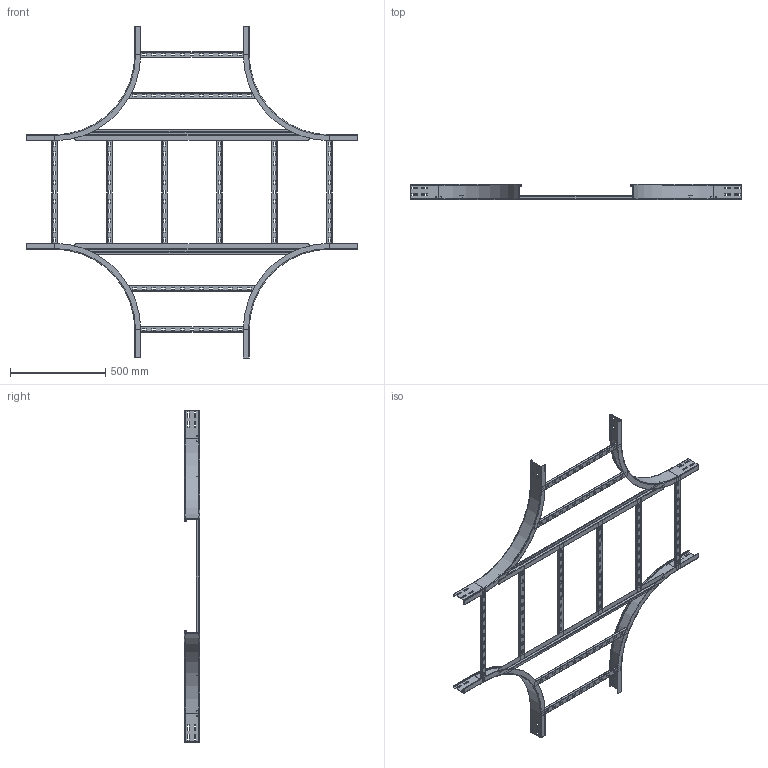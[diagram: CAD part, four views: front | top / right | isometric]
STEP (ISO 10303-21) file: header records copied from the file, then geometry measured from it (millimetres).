
FILE_DESCRIPTION(/* description */ (''),/* implementation_level */ '2;1');
FILE_NAME(/* name */ 'CZDC600H80.stp',/* time_stamp */ '2020-05-19T10:17:05+02:00',/* author */ ('NB06DT_User'),/* organization */ (''),/* preprocessor_version */ 'ST-DEVELOPER v18.1',/* originating_system */ 'Autodesk Inventor 2021',/* authorisation */ '');
FILE_SCHEMA (('AUTOMOTIVE_DESIGN { 1 0 10303 214 3 1 1 }'));
Length unit declared in the file: millimetre
Products named in the file (5): CZDC600H45; LDC...H45N wewnętrzny; szczebel 30x15x690; szczebel 30x15x590; szczebel trójnika drabinki 600
Assembly tree (16 placements, depth 2):
  CZDC600H45
    LDC...H45N wewnętrzny  x4
    szczebel 30x15x590  x8
    szczebel 30x15x690  x2
    szczebel trójnika drabinki 600  x2
Bounding box: 1740 x 80 x 1740 mm (x, y, z)
Volume: 1710547.5 mm3; surface area: 2176539.4 mm2
Topology: 16 solids, 16 shells, 1280 faces, 3200 edges, 1952 vertices
Faces by surface type: plane 1072, cylinder 176, torus 24, bspline 8
Full cylindrical faces by diameter (mm): 3 x8
Entity records: 9343 total; most frequent: CARTESIAN_POINT 1677, ORIENTED_EDGE 1524, DIRECTION 1496, EDGE_CURVE 762, LINE 658, VECTOR 658, VERTEX_POINT 464, AXIS2_PLACEMENT_3D 419
